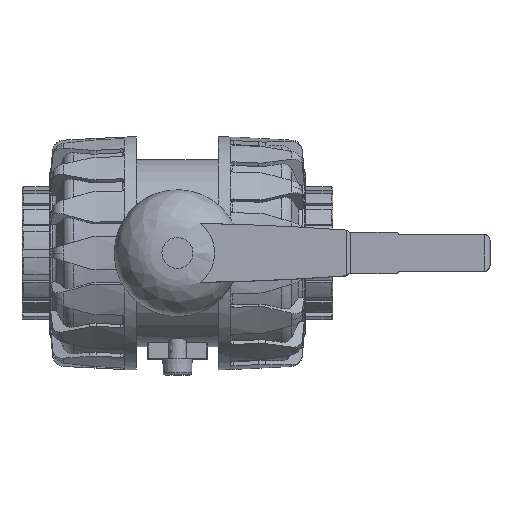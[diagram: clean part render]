
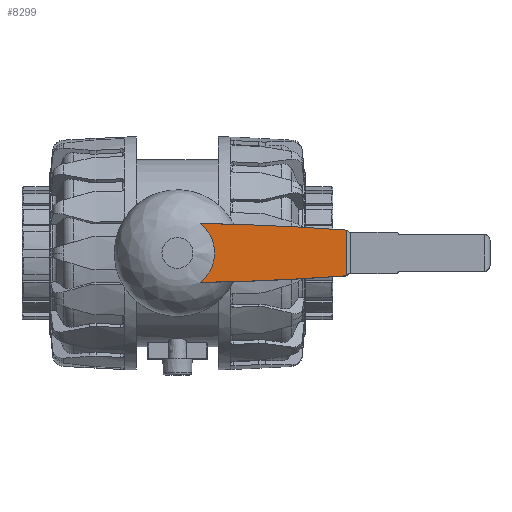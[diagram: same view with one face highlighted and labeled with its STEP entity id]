
A CAD part, top view. The second image highlights one B-rep face of the part: STEP entity #8299.
In plain terms, the highlighted planar face has unit normal (0, 0, 1).
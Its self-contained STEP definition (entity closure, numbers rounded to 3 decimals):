
#677=LINE('',#20486,#1034);
#1034=VECTOR('',#11579,39.165);
#1609=PLANE('',#9280);
#2089=FACE_OUTER_BOUND('',#2577,.T.);
#2577=EDGE_LOOP('',(#7662,#7663,#7664,#7665,#7666,#7667,#7668));
#2990=CIRCLE('',#9233,32.295);
#2992=CIRCLE('',#9235,32.295);
#2996=CIRCLE('',#9243,2297.037);
#3003=CIRCLE('',#9257,5.);
#3015=CIRCLE('',#9277,5.);
#3016=CIRCLE('',#9279,2297.037);
#3826=VERTEX_POINT('',#20099);
#3827=VERTEX_POINT('',#20131);
#3829=VERTEX_POINT('',#20138);
#3835=VERTEX_POINT('',#20198);
#3853=VERTEX_POINT('',#20292);
#3874=VERTEX_POINT('',#20433);
#3875=VERTEX_POINT('',#20434);
#5083=EDGE_CURVE('',#3827,#3826,#2990,.T.);
#5086=EDGE_CURVE('',#3829,#3827,#2992,.T.);
#5095=EDGE_CURVE('',#3826,#3835,#2996,.T.);
#5116=EDGE_CURVE('',#3835,#3853,#3003,.T.);
#5145=EDGE_CURVE('',#3874,#3875,#3015,.T.);
#5149=EDGE_CURVE('',#3875,#3829,#3016,.T.);
#5151=EDGE_CURVE('',#3853,#3874,#677,.T.);
#7662=ORIENTED_EDGE('',*,*,#5086,.T.);
#7663=ORIENTED_EDGE('',*,*,#5083,.T.);
#7664=ORIENTED_EDGE('',*,*,#5095,.T.);
#7665=ORIENTED_EDGE('',*,*,#5116,.T.);
#7666=ORIENTED_EDGE('',*,*,#5151,.T.);
#7667=ORIENTED_EDGE('',*,*,#5145,.T.);
#7668=ORIENTED_EDGE('',*,*,#5149,.T.);
#8299=ADVANCED_FACE('',(#2089),#1609,.T.);
#9233=AXIS2_PLACEMENT_3D('',#20132,#11462,#11463);
#9235=AXIS2_PLACEMENT_3D('',#20139,#11466,#11467);
#9243=AXIS2_PLACEMENT_3D('',#20200,#11485,#11486);
#9257=AXIS2_PLACEMENT_3D('',#20293,#11521,#11522);
#9277=AXIS2_PLACEMENT_3D('',#20435,#11570,#11571);
#9279=AXIS2_PLACEMENT_3D('',#20468,#11575,#11576);
#9280=AXIS2_PLACEMENT_3D('',#20485,#11577,#11578);
#11462=DIRECTION('center_axis',(0.,0.,-1.));
#11463=DIRECTION('ref_axis',(-1.,0.,0.));
#11466=DIRECTION('center_axis',(0.,0.,-1.));
#11467=DIRECTION('ref_axis',(-1.,0.,0.));
#11485=DIRECTION('center_axis',(0.,0.,1.));
#11486=DIRECTION('ref_axis',(1.,0.,0.));
#11521=DIRECTION('center_axis',(0.,0.,1.));
#11522=DIRECTION('ref_axis',(1.,0.,0.));
#11570=DIRECTION('center_axis',(0.,0.,1.));
#11571=DIRECTION('ref_axis',(1.,0.,0.));
#11575=DIRECTION('center_axis',(0.,0.,1.));
#11576=DIRECTION('ref_axis',(1.,0.,0.));
#11577=DIRECTION('center_axis',(0.,0.,1.));
#11578=DIRECTION('ref_axis',(1.,0.,0.));
#11579=DIRECTION('',(0.,1.,0.));
#20099=CARTESIAN_POINT('',(19.615,-25.655,53.5));
#20131=CARTESIAN_POINT('',(32.295,0.,53.5));
#20132=CARTESIAN_POINT('Origin',(0.,0.,53.5));
#20138=CARTESIAN_POINT('',(19.615,25.655,53.5));
#20139=CARTESIAN_POINT('Origin',(0.,0.,53.5));
#20198=CARTESIAN_POINT('',(145.535,-20.,53.5));
#20200=CARTESIAN_POINT('Origin',(-20.448,2271.032,53.5));
#20292=CARTESIAN_POINT('',(147.535,-19.583,53.5));
#20293=CARTESIAN_POINT('Origin',(145.535,-15.,53.5));
#20433=CARTESIAN_POINT('',(147.535,19.583,53.5));
#20434=CARTESIAN_POINT('',(145.535,20.,53.5));
#20435=CARTESIAN_POINT('Origin',(145.535,15.,53.5));
#20468=CARTESIAN_POINT('Origin',(-20.448,-2271.032,53.5));
#20485=CARTESIAN_POINT('Origin',(147.535,-27.5,53.5));
#20486=CARTESIAN_POINT('',(147.535,-19.583,53.5));
